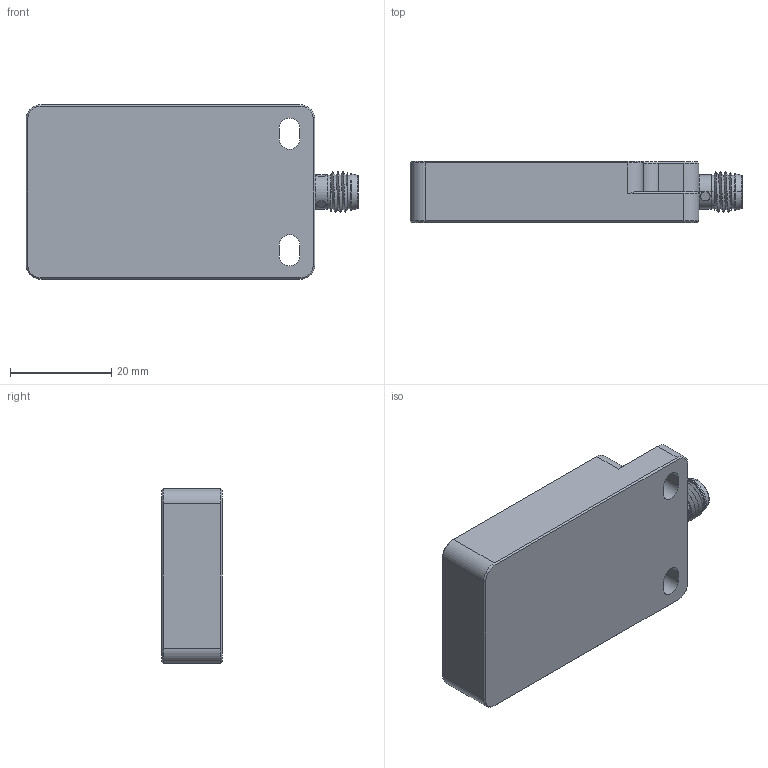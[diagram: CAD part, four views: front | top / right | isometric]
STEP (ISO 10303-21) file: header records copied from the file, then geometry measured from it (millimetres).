
FILE_DESCRIPTION (( 'STEP AP203' ), '1' );
FILE_NAME ('BLS-025-025-LL4-OUTLINE.STEP', '2021-09-07T08:03:36', ( '' ), ( '' ), 'SwSTEP 2.0', 'SolidWorks 2020', '' );
FILE_SCHEMA (( 'CONFIG_CONTROL_DESIGN' ));
Length unit declared in the file: millimetre
Products named in the file (1): BLS-025-025-LL4-OUTLINE
Bounding box: 65.5 x 12 x 34.5 mm (x, y, z)
Surface area: 6815.7 mm2 (no closed solid volume)
Topology: 0 solids, 7 shells, 130 faces, 345 edges, 217 vertices
Faces by surface type: plane 52, cylinder 49, cone 22, bspline 7
Entity records: 4729 total; most frequent: CARTESIAN_POINT 1477, DIRECTION 685, ORIENTED_EDGE 626, EDGE_CURVE 337, AXIS2_PLACEMENT_3D 253, VERTEX_POINT 217, VECTOR 179, LINE 179
